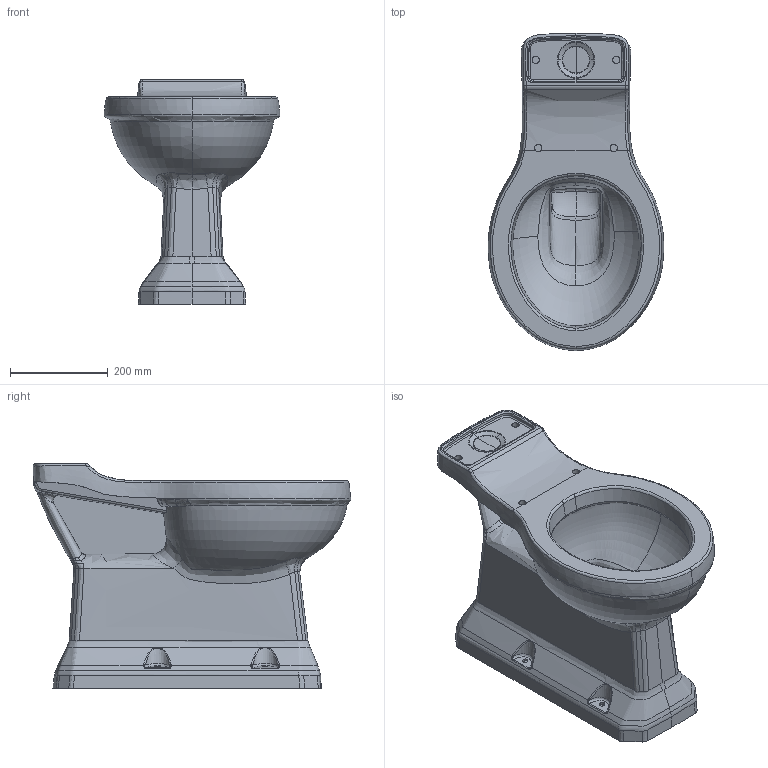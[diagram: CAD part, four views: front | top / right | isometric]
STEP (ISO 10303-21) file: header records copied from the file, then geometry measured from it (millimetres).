
FILE_DESCRIPTION(/* description */ (''),/* implementation_level */ '2;1');
FILE_NAME(/* name */ 'CY245C',/* time_stamp */ '2021-12-06T10:10:20+08:00',/* author */ (''),/* organization */ (''),/* preprocessor_version */ 'ST-DEVELOPER v15',/* originating_system */ '',/* authorisation */ '');
FILE_SCHEMA (('AUTOMOTIVE_DESIGN'));
Length unit declared in the file: millimetre
Products named in the file (1): Document
Bounding box: 359.77 x 649.94 x 460 mm (x, y, z)
Volume: 22629193.8 mm3; surface area: 1214231.4 mm2
Topology: 1 solids, 1 shells, 307 faces, 761 edges, 460 vertices
Faces by surface type: bspline 277, plane 30
Entity records: 120098 total; most frequent: CARTESIAN_POINT 115724, ORIENTED_EDGE 1514, EDGE_CURVE 757, B_SPLINE_CURVE_WITH_KNOTS 488, VERTEX_POINT 460, EDGE_LOOP 314, ADVANCED_FACE 306, FACE_OUTER_BOUND 306
